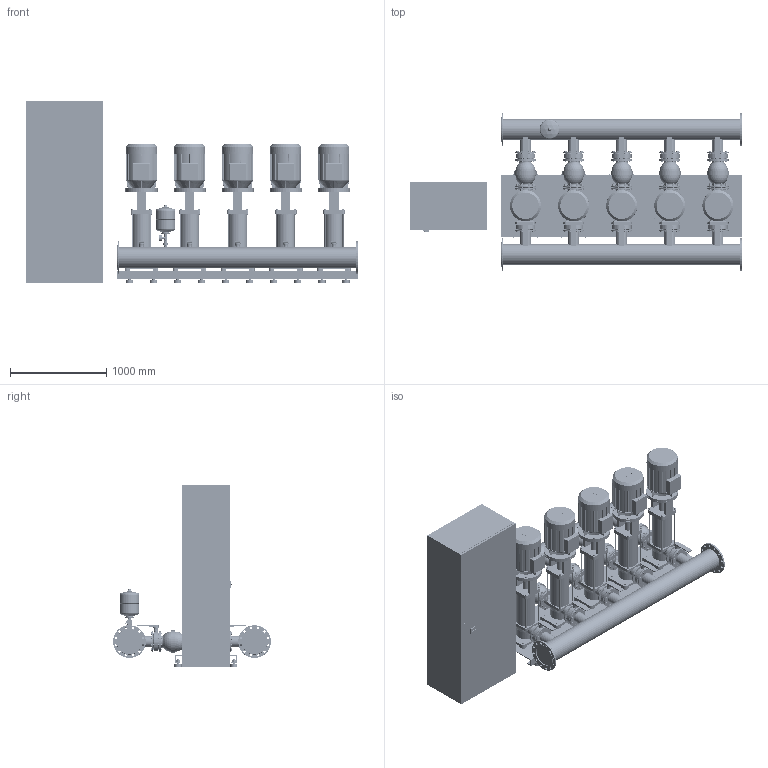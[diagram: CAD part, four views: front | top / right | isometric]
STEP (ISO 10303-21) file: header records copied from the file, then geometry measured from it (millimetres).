
FILE_DESCRIPTION((''),'2;1');
FILE_NAME('3d_CO-5MVI7003-2523226.stp','2011-08-26T13:53:59',(''),(''),'Mechanical Desktop 2009','Mechanical Desktop 2009',', , ');
FILE_SCHEMA(('CONFIG_CONTROL_DESIGN'));
Length unit declared in the file: millimetre
Products named in the file (1): Product
Bounding box: 3450 x 1639.55 x 1900 mm (x, y, z)
Volume: 1432201261.8 mm3; surface area: 34677577.9 mm2
Topology: 297 solids, 317 shells, 8659 faces, 20631 edges, 13378 vertices
Faces by surface type: plane 4369, cylinder 2401, bspline 1147, cone 526, torus 154, sphere 62
Full cylindrical faces by diameter (mm): 114.3 x10, 205 x10
Entity records: 268845 total; most frequent: CARTESIAN_POINT 64767, DIRECTION 42806, ORIENTED_EDGE 41142, EDGE_CURVE 20571, AXIS2_PLACEMENT_3D 14975, VERTEX_POINT 13363, VECTOR 12856, LINE 12856
